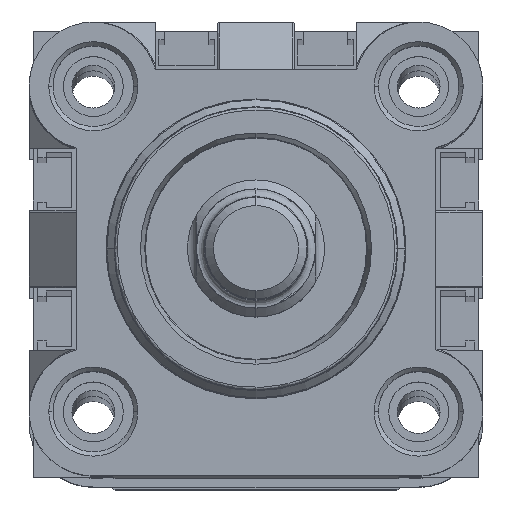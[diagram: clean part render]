
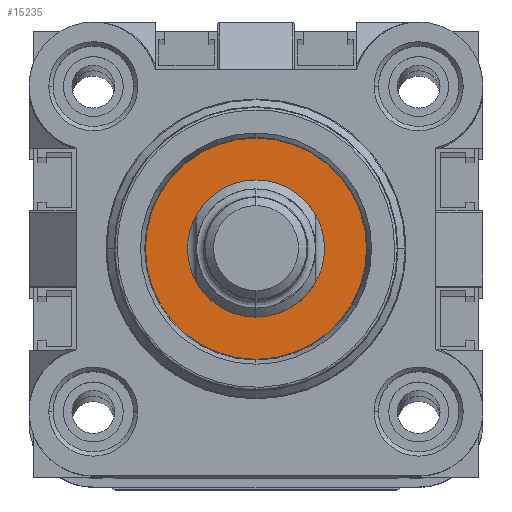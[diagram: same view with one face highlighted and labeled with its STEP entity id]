
A CAD part, top view. The second image highlights one B-rep face of the part: STEP entity #15235.
In plain terms, the highlighted face is planar.
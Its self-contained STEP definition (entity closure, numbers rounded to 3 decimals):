
#1 = ORIENTED_EDGE ( 'NONE', *, *, #619, .T. ) ;
#261 = CARTESIAN_POINT ( 'NONE',  ( 21., 8.082, -18.5 ) ) ;
#619 = EDGE_CURVE ( 'NONE', #22270, #22398, #16523, .T. ) ;
#960 = PLANE ( 'NONE',  #13351 ) ;
#2236 = EDGE_CURVE ( 'NONE', #22398, #22270, #10372, .T. ) ;
#2374 = VERTEX_POINT ( 'NONE', #3292 ) ;
#3292 = CARTESIAN_POINT ( 'NONE',  ( 13., 21., -18.5 ) ) ;
#5010 = DIRECTION ( 'NONE',  ( 0., 0., -1. ) ) ;
#5055 = DIRECTION ( 'NONE',  ( -1., 0., 0. ) ) ;
#6263 = CARTESIAN_POINT ( 'NONE',  ( 29., 21., -18.5 ) ) ;
#6274 = EDGE_LOOP ( 'NONE', ( #1, #16775 ) ) ;
#7433 = CARTESIAN_POINT ( 'NONE',  ( 21., 21., -18.5 ) ) ;
#8453 = FACE_BOUND ( 'NONE', #11436, .T. ) ;
#8955 = CIRCLE ( 'NONE', #16804, 8. ) ;
#9472 = DIRECTION ( 'NONE',  ( -1., 0., 0. ) ) ;
#9786 = DIRECTION ( 'NONE',  ( 0., 0., -1. ) ) ;
#10372 = CIRCLE ( 'NONE', #18219, 12.918 ) ;
#10971 = VERTEX_POINT ( 'NONE', #6263 ) ;
#11436 = EDGE_LOOP ( 'NONE', ( #13186, #26063 ) ) ;
#13101 = AXIS2_PLACEMENT_3D ( 'NONE', #24676, #24761, #24498 ) ;
#13186 = ORIENTED_EDGE ( 'NONE', *, *, #25149, .F. ) ;
#13351 = AXIS2_PLACEMENT_3D ( 'NONE', #15175, #17214, #5055 ) ;
#15175 = CARTESIAN_POINT ( 'NONE',  ( 34.073, 7.927, -18.5 ) ) ;
#15235 = ADVANCED_FACE ( 'NONE', ( #8453, #25278 ), #960, .T. ) ;
#15870 = EDGE_CURVE ( 'NONE', #10971, #2374, #23335, .T. ) ;
#16523 = CIRCLE ( 'NONE', #13101, 12.918 ) ;
#16775 = ORIENTED_EDGE ( 'NONE', *, *, #2236, .T. ) ;
#16804 = AXIS2_PLACEMENT_3D ( 'NONE', #21901, #9786, #23941 ) ;
#17157 = CARTESIAN_POINT ( 'NONE',  ( 21., 21., -18.5 ) ) ;
#17214 = DIRECTION ( 'NONE',  ( 0., 0., -1. ) ) ;
#18219 = AXIS2_PLACEMENT_3D ( 'NONE', #17157, #5010, #19185 ) ;
#19121 = AXIS2_PLACEMENT_3D ( 'NONE', #7433, #21590, #9472 ) ;
#19185 = DIRECTION ( 'NONE',  ( 0., 1., 0. ) ) ;
#20050 = CARTESIAN_POINT ( 'NONE',  ( 21., 33.918, -18.5 ) ) ;
#21590 = DIRECTION ( 'NONE',  ( 0., 0., -1. ) ) ;
#21901 = CARTESIAN_POINT ( 'NONE',  ( 21., 21., -18.5 ) ) ;
#22270 = VERTEX_POINT ( 'NONE', #20050 ) ;
#22398 = VERTEX_POINT ( 'NONE', #261 ) ;
#23335 = CIRCLE ( 'NONE', #19121, 8. ) ;
#23941 = DIRECTION ( 'NONE',  ( -1., 0., 0. ) ) ;
#24498 = DIRECTION ( 'NONE',  ( 0., 1., 0. ) ) ;
#24676 = CARTESIAN_POINT ( 'NONE',  ( 21., 21., -18.5 ) ) ;
#24761 = DIRECTION ( 'NONE',  ( 0., 0., -1. ) ) ;
#25149 = EDGE_CURVE ( 'NONE', #2374, #10971, #8955, .T. ) ;
#25278 = FACE_OUTER_BOUND ( 'NONE', #6274, .T. ) ;
#26063 = ORIENTED_EDGE ( 'NONE', *, *, #15870, .F. ) ;
